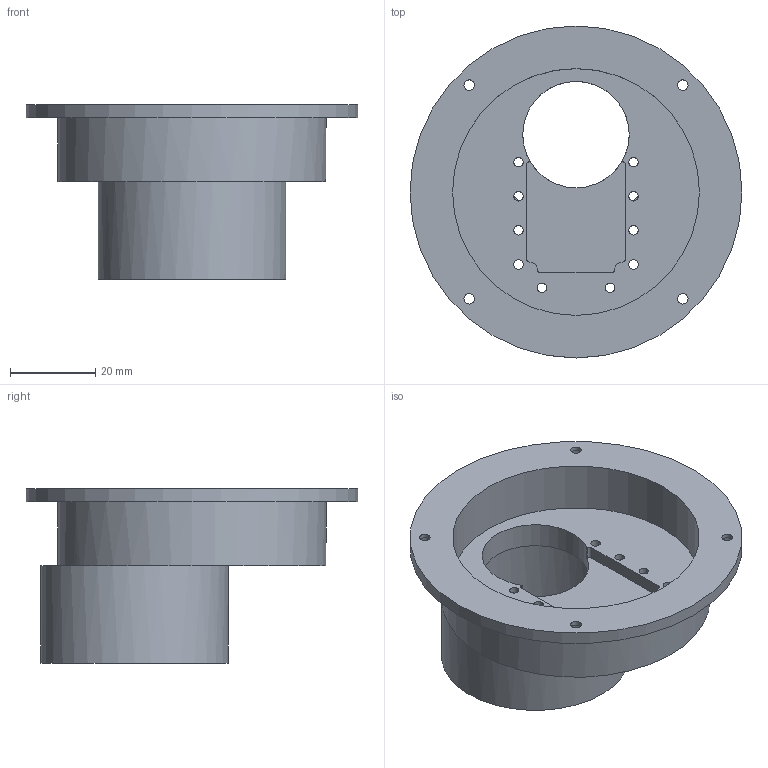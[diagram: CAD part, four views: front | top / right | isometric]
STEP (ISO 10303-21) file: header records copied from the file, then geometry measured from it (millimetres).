
FILE_DESCRIPTION(/* description */ (''),/* implementation_level */ '2;1');
FILE_NAME(/* name */ 'ModuloDelantero_Eslabones_3_Parametrizado_ipt_370e665f.STEP',/* time_stamp */ '2022-04-22T18:07:36-05:00',/* author */ ('Alcatraz'),/* organization */ (''),/* preprocessor_version */ 'ST-DEVELOPER v18.1',/* originating_system */ 'Autodesk Inventor 2021',/* authorisation */ '');
FILE_SCHEMA (('AUTOMOTIVE_DESIGN { 1 0 10303 214 3 1 1 }'));
Length unit declared in the file: millimetre
Products named in the file (1): ModuloDelantero_Eslabones_3_Parametrizado
Bounding box: 78 x 78 x 40.93 mm (x, y, z)
Volume: 29068 mm3; surface area: 21823.5 mm2
Topology: 1 solids, 1 shells, 51 faces, 153 edges, 107 vertices
Faces by surface type: cylinder 32, plane 19
Full cylindrical faces by diameter (mm): 2.2 x10, 2.459 x4, 6 x4, 25 x1, 41.135 x1, 44.135 x1, 58 x1, 63 x1, 78 x1
Entity records: 1917 total; most frequent: DIRECTION 362, CARTESIAN_POINT 312, ORIENTED_EDGE 306, AXIS2_PLACEMENT_3D 157, EDGE_CURVE 153, VERTEX_POINT 107, CIRCLE 105, EDGE_LOOP 86
